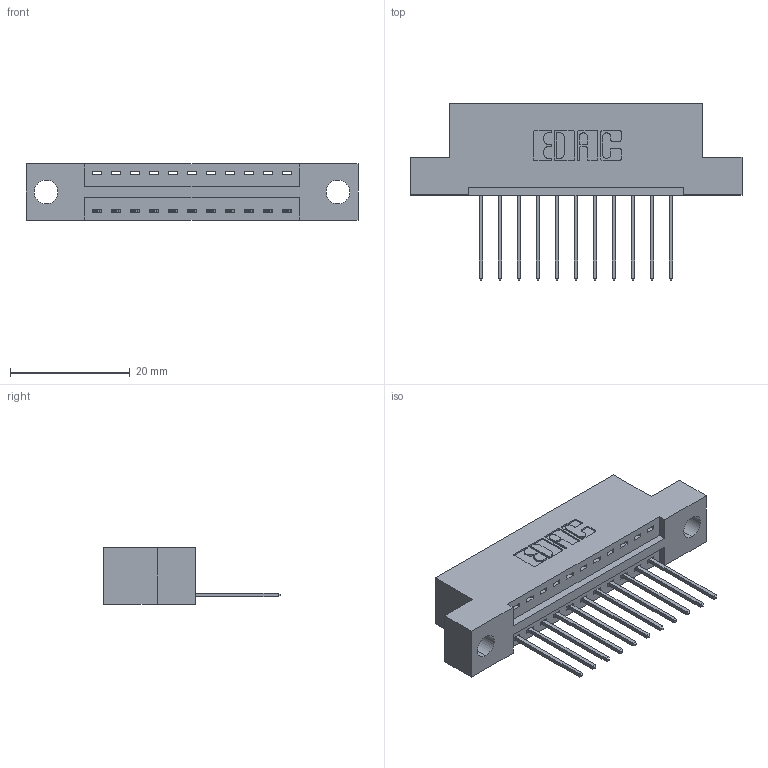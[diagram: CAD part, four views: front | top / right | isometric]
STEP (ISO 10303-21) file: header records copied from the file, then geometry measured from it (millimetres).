
FILE_DESCRIPTION (( 'STEP AP203' ), '1' );
FILE_NAME ('346-011-540-104.STEP', '2022-05-05T01:25:11', ( '' ), ( '' ), 'SwSTEP 2.0', 'SolidWorks 2020', '' );
FILE_SCHEMA (( 'CONFIG_CONTROL_DESIGN' ));
Length unit declared in the file: inch
Products named in the file (3): 346 Part_Flush Mounting Lugs - 0.156 Dia-TH; 346-011-540-104; 345-292-001_345-293-140
Assembly tree (12 placements, depth 2):
  346-011-540-104
    346 Part_Flush Mounting Lugs - 0.156 Dia-TH
    345-292-001_345-293-140  x11
Bounding box: 55.5 x 29.46 x 9.4 mm (x, y, z)
Volume: 5007.8 mm3; surface area: 5870.6 mm2
Topology: 12 solids, 12 shells, 774 faces, 2301 edges, 1518 vertices
Faces by surface type: plane 530, cylinder 244
Entity records: 11437 total; most frequent: CARTESIAN_POINT 1979, ORIENTED_EDGE 1922, DIRECTION 1783, EDGE_CURVE 961, LINE 785, VECTOR 785, VERTEX_POINT 638, AXIS2_PLACEMENT_3D 499
